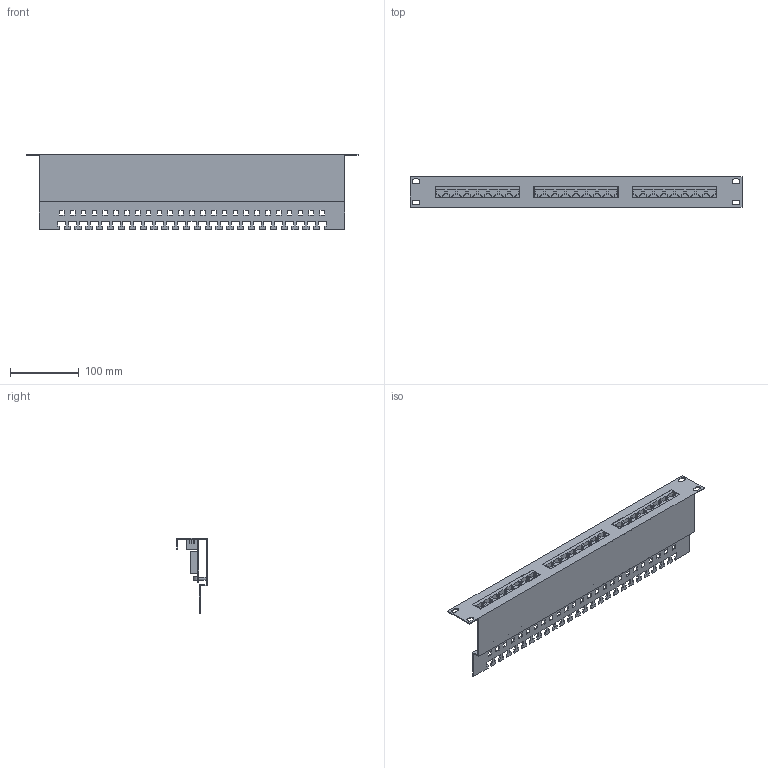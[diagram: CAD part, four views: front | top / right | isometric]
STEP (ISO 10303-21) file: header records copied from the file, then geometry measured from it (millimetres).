
FILE_DESCRIPTION (( 'STEP AP203' ), '1' );
FILE_NAME ('PP24-1UC5EU-K05-1 ITK 1U ïàò÷-ïàíåëü êàò.5Å UTP, 24 ïîðòà (Krone), ñ êàá. îðã-ì.STEP', '2016-11-11T07:22:25', ( '' ), ( '' ), 'SwSTEP 2.0', 'SolidWorks 2014', '' );
FILE_SCHEMA (( 'CONFIG_CONTROL_DESIGN' ));
Length unit declared in the file: millimetre
Products named in the file (2): PP24-1UC5EU-K05-1 ITK 1U ïàò÷-ïàíåëü êàò.5Å UTP, 24 ïîðòà (Krone), ñ êàá. îðã-ì
Bounding box: 482 x 44 x 109 mm (x, y, z)
Volume: 280737.7 mm3; surface area: 242406.7 mm2
Topology: 1 solids, 1 shells, 1223 faces, 3480 edges, 2304 vertices
Faces by surface type: plane 1139, cylinder 84
Entity records: 39433 total; most frequent: CARTESIAN_POINT 7009, ORIENTED_EDGE 6960, DIRECTION 6098, EDGE_CURVE 3480, VECTOR 3312, LINE 3312, VERTEX_POINT 2304, EDGE_LOOP 1398
